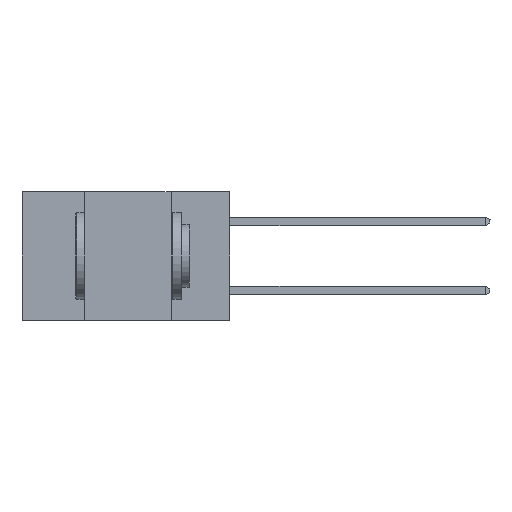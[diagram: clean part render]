
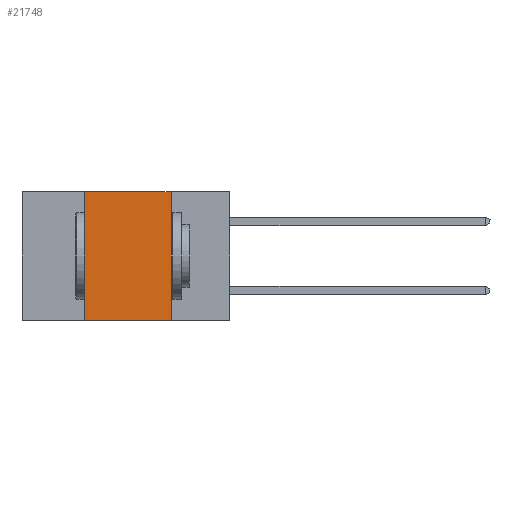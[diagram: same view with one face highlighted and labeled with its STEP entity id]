
A CAD part, left-side view. The second image highlights one B-rep face of the part: STEP entity #21748.
In plain terms, the highlighted planar face has unit normal (-1, 0, 0).
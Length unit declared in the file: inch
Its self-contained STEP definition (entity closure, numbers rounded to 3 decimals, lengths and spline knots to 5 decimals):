
#298 = LINE ( 'NONE', #23280, #5947 ) ;
#1115 = ORIENTED_EDGE ( 'NONE', *, *, #3577, .T. ) ;
#2195 = CARTESIAN_POINT ( 'NONE',  ( 0., 0.6, 0. ) ) ;
#2895 = EDGE_CURVE ( 'NONE', #25600, #9173, #25160, .T. ) ;
#3200 = VECTOR ( 'NONE', #17679, 39.37008 ) ;
#3577 = EDGE_CURVE ( 'NONE', #4922, #4853, #15261, .T. ) ;
#4041 = DIRECTION ( 'NONE',  ( 0., 0., -1. ) ) ;
#4845 = CARTESIAN_POINT ( 'NONE',  ( 0., 0.42, 0. ) ) ;
#4853 = VERTEX_POINT ( 'NONE', #14826 ) ;
#4922 = VERTEX_POINT ( 'NONE', #6861 ) ;
#4974 = EDGE_CURVE ( 'NONE', #4922, #25600, #298, .T. ) ;
#5119 = CARTESIAN_POINT ( 'NONE',  ( 0., 0.17, 0. ) ) ;
#5947 = VECTOR ( 'NONE', #18685, 39.37008 ) ;
#6106 = ORIENTED_EDGE ( 'NONE', *, *, #4974, .F. ) ;
#6434 = EDGE_CURVE ( 'NONE', #9173, #4853, #19767, .T. ) ;
#6861 = CARTESIAN_POINT ( 'NONE',  ( 0., 0.42, -0.37 ) ) ;
#8416 = FACE_OUTER_BOUND ( 'NONE', #22837, .T. ) ;
#9146 = VECTOR ( 'NONE', #9410, 39.37008 ) ;
#9173 = VERTEX_POINT ( 'NONE', #22877 ) ;
#9410 = DIRECTION ( 'NONE',  ( 0., -1., 0. ) ) ;
#9671 = CARTESIAN_POINT ( 'NONE',  ( 0., 0.6, -0.37 ) ) ;
#14438 = PLANE ( 'NONE',  #20661 ) ;
#14826 = CARTESIAN_POINT ( 'NONE',  ( 0., 0.17, -0.37 ) ) ;
#15261 = LINE ( 'NONE', #9671, #9146 ) ;
#16521 = DIRECTION ( 'NONE',  ( 1., 0., 0. ) ) ;
#17679 = DIRECTION ( 'NONE',  ( 0., 0., -1. ) ) ;
#18685 = DIRECTION ( 'NONE',  ( 0., 0., 1. ) ) ;
#19767 = LINE ( 'NONE', #5119, #3200 ) ;
#19798 = VECTOR ( 'NONE', #26117, 39.37008 ) ;
#20661 = AXIS2_PLACEMENT_3D ( 'NONE', #26590, #16521, #4041 ) ;
#21748 = ADVANCED_FACE ( 'NONE', ( #8416 ), #14438, .F. ) ;
#22837 = EDGE_LOOP ( 'NONE', ( #24121, #25968, #6106, #1115 ) ) ;
#22877 = CARTESIAN_POINT ( 'NONE',  ( 0., 0.17, 0. ) ) ;
#23280 = CARTESIAN_POINT ( 'NONE',  ( 0., 0.42, 0. ) ) ;
#24121 = ORIENTED_EDGE ( 'NONE', *, *, #6434, .F. ) ;
#25160 = LINE ( 'NONE', #2195, #19798 ) ;
#25600 = VERTEX_POINT ( 'NONE', #4845 ) ;
#25968 = ORIENTED_EDGE ( 'NONE', *, *, #2895, .F. ) ;
#26117 = DIRECTION ( 'NONE',  ( 0., -1., 0. ) ) ;
#26590 = CARTESIAN_POINT ( 'NONE',  ( 0., 0.6, 0. ) ) ;
